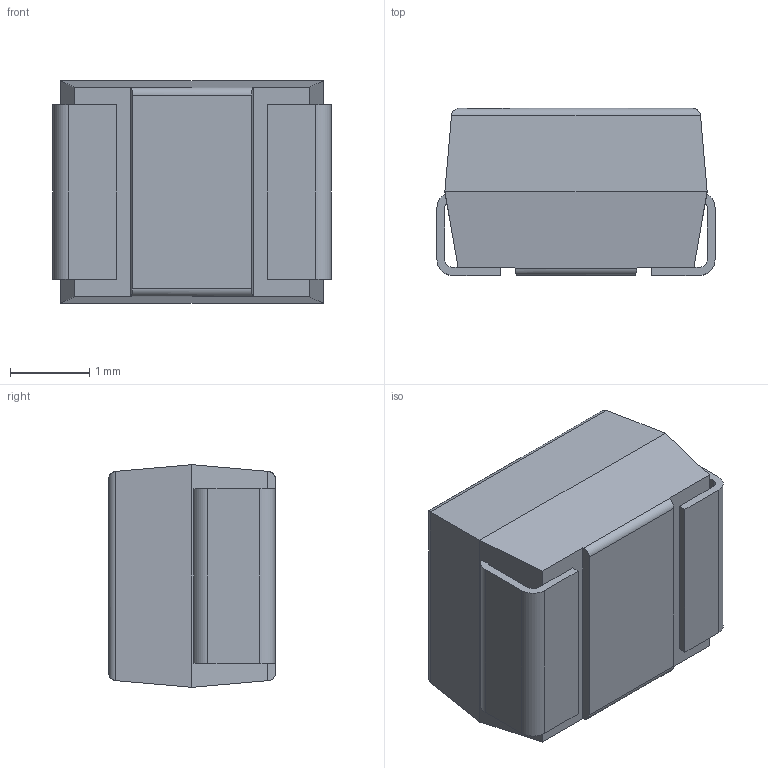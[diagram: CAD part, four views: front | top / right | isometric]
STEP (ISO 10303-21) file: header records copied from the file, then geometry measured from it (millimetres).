
FILE_DESCRIPTION (( 'STEP AP214' ), '1' );
FILE_NAME ('CASE_B.STEP', '2011-11-18T12:28:57', ( 'vpeshkov' ), ( 'ELCORT' ), 'SwSTEP 2.0', 'SolidWorks 2009', '' );
FILE_SCHEMA (( 'AUTOMOTIVE_DESIGN' ));
Length unit declared in the file: millimetre
Products named in the file (1): CASE_B
Bounding box: 3.5 x 2.1 x 2.8 mm (x, y, z)
Volume: 18.3 mm3; surface area: 50.1 mm2
Topology: 1 solids, 1 shells, 46 faces, 126 edges, 80 vertices
Faces by surface type: plane 32, cylinder 14
Entity records: 1751 total; most frequent: CARTESIAN_POINT 277, ORIENTED_EDGE 252, DIRECTION 232, EDGE_CURVE 126, LINE 98, VECTOR 98, VERTEX_POINT 80, AXIS2_PLACEMENT_3D 67
